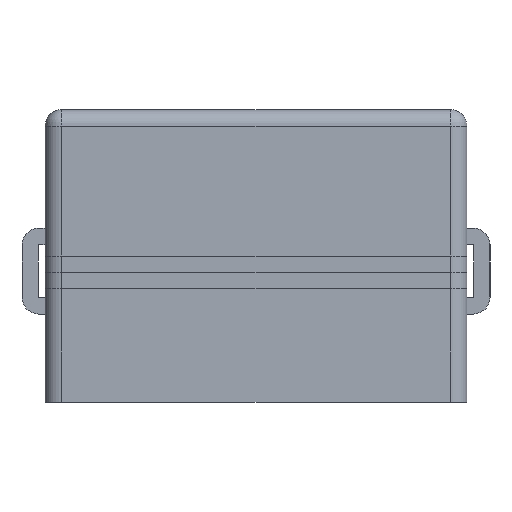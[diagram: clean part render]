
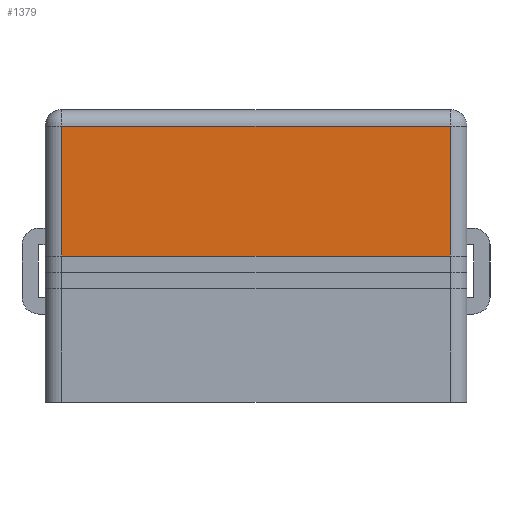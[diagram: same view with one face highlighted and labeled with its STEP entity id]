
A CAD part, front view. The second image highlights one B-rep face of the part: STEP entity #1379.
In plain terms, the highlighted planar face has unit normal (0, -1, 0).
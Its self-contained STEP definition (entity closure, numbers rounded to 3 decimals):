
#1379 = ADVANCED_FACE( '', ( #2506 ), #2507, .T. );
#2506 = FACE_OUTER_BOUND( '', #3278, .T. );
#2507 = PLANE( '', #3279 );
#3278 = EDGE_LOOP( '', ( #4831, #4832, #4833, #4834 ) );
#3279 = AXIS2_PLACEMENT_3D( '', #4835, #4836, #4837 );
#4831 = ORIENTED_EDGE( '', *, *, #7126, .T. );
#4832 = ORIENTED_EDGE( '', *, *, #7206, .T. );
#4833 = ORIENTED_EDGE( '', *, *, #7207, .T. );
#4834 = ORIENTED_EDGE( '', *, *, #7051, .T. );
#4835 = CARTESIAN_POINT( '', ( -6.4, -6.4, -4.44 ) );
#4836 = DIRECTION( '', ( 0., -1., 0. ) );
#4837 = DIRECTION( '', ( 1., 0., 0. ) );
#7051 = EDGE_CURVE( '', #7995, #7999, #8001, .F. );
#7126 = EDGE_CURVE( '', #7999, #8130, #8132, .T. );
#7206 = EDGE_CURVE( '', #8130, #8268, #8270, .T. );
#7207 = EDGE_CURVE( '', #8268, #7995, #8271, .F. );
#7995 = VERTEX_POINT( '', #9281 );
#7999 = VERTEX_POINT( '', #9286 );
#8001 = LINE( '', #9288, #9289 );
#8130 = VERTEX_POINT( '', #9729 );
#8132 = LINE( '', #9731, #9732 );
#8268 = VERTEX_POINT( '', #10184 );
#8270 = LINE( '', #10186, #10187 );
#8271 = LINE( '', #10188, #10189 );
#9281 = CARTESIAN_POINT( '', ( -5.9, -6.4, -0.5 ) );
#9286 = CARTESIAN_POINT( '', ( -5.9, -6.4, -4.44 ) );
#9288 = CARTESIAN_POINT( '', ( -5.9, -6.4, -4.44 ) );
#9289 = VECTOR( '', #10720, 1000. );
#9729 = CARTESIAN_POINT( '', ( 5.9, -6.4, -4.44 ) );
#9731 = CARTESIAN_POINT( '', ( -6.4, -6.4, -4.44 ) );
#9732 = VECTOR( '', #10758, 1000. );
#10184 = CARTESIAN_POINT( '', ( 5.9, -6.4, -0.5 ) );
#10186 = CARTESIAN_POINT( '', ( 5.9, -6.4, -4.44 ) );
#10187 = VECTOR( '', #10812, 1000. );
#10188 = CARTESIAN_POINT( '', ( -6.4, -6.4, -0.5 ) );
#10189 = VECTOR( '', #10813, 1000. );
#10720 = DIRECTION( '', ( 0., 0., 1. ) );
#10758 = DIRECTION( '', ( 1., 0., 0. ) );
#10812 = DIRECTION( '', ( 0., 0., 1. ) );
#10813 = DIRECTION( '', ( 1., 0., 0. ) );
